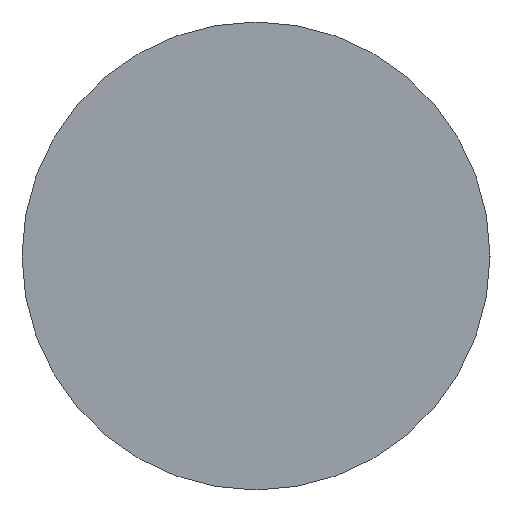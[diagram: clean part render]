
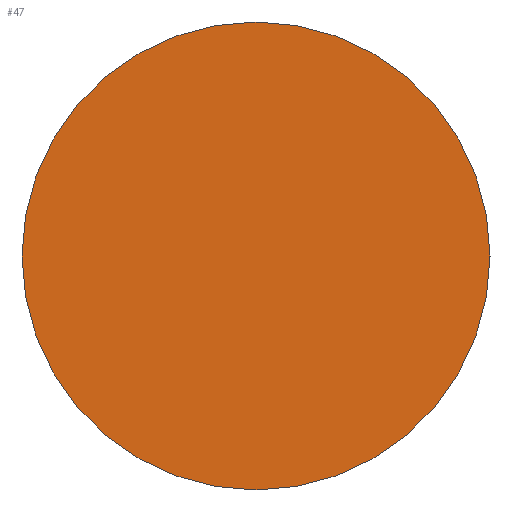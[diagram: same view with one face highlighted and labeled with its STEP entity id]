
A CAD part, left-side view. The second image highlights one B-rep face of the part: STEP entity #47.
In plain terms, the highlighted planar face has unit normal (-1, 0, 0).
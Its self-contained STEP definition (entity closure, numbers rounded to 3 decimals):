
#5 = CARTESIAN_POINT ( 'NONE',  ( 44.854, 26.062, 0. ) ) ;
#8 = AXIS2_PLACEMENT_3D ( 'NONE', #105, #104, #10 ) ;
#10 = DIRECTION ( 'NONE',  ( 0., -1., 0. ) ) ;
#11 = PLANE ( 'NONE',  #36 ) ;
#20 = CIRCLE ( 'NONE', #148, 8. ) ;
#23 = EDGE_CURVE ( 'NONE', #44, #134, #107, .T. ) ;
#36 = AXIS2_PLACEMENT_3D ( 'NONE', #147, #91, #133 ) ;
#41 = ORIENTED_EDGE ( 'NONE', *, *, #145, .T. ) ;
#44 = VERTEX_POINT ( 'NONE', #88 ) ;
#47 = ADVANCED_FACE ( 'NONE', ( #49 ), #11, .F. ) ;
#49 = FACE_OUTER_BOUND ( 'NONE', #129, .T. ) ;
#54 = DIRECTION ( 'NONE',  ( 0., -1., 0. ) ) ;
#83 = DIRECTION ( 'NONE',  ( -1., 0., 0. ) ) ;
#88 = CARTESIAN_POINT ( 'NONE',  ( 44.854, 18.062, 0. ) ) ;
#91 = DIRECTION ( 'NONE',  ( 1., 0., 0. ) ) ;
#104 = DIRECTION ( 'NONE',  ( -1., 0., 0. ) ) ;
#105 = CARTESIAN_POINT ( 'NONE',  ( 44.854, 26.062, 0. ) ) ;
#107 = CIRCLE ( 'NONE', #8, 8. ) ;
#129 = EDGE_LOOP ( 'NONE', ( #146, #41 ) ) ;
#133 = DIRECTION ( 'NONE',  ( 0., 1., 0. ) ) ;
#134 = VERTEX_POINT ( 'NONE', #163 ) ;
#145 = EDGE_CURVE ( 'NONE', #134, #44, #20, .T. ) ;
#146 = ORIENTED_EDGE ( 'NONE', *, *, #23, .T. ) ;
#147 = CARTESIAN_POINT ( 'NONE',  ( 44.854, 26.062, 0. ) ) ;
#148 = AXIS2_PLACEMENT_3D ( 'NONE', #5, #83, #54 ) ;
#163 = CARTESIAN_POINT ( 'NONE',  ( 44.854, 34.062, 0. ) ) ;
